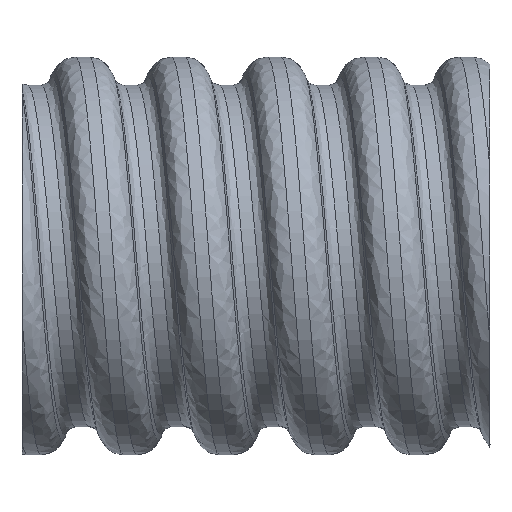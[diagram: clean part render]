
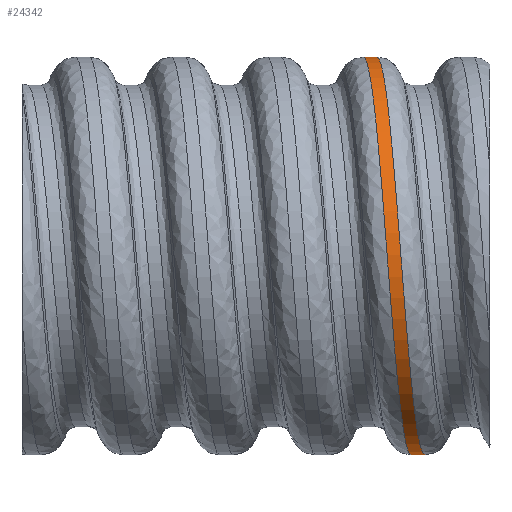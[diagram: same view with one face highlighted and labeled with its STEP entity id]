
A CAD part, front view. The second image highlights one B-rep face of the part: STEP entity #24342.
In plain terms, the highlighted cylindrical face has radius 25.5 mm (diameter 51 mm), a partial arc.
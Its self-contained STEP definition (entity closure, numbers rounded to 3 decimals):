
#21 = CARTESIAN_POINT ( 'NONE',  ( -11.933, -24.631, 6.6 ) ) ;
#74 = FACE_OUTER_BOUND ( 'NONE', #36912, .T. ) ;
#1203 = CARTESIAN_POINT ( 'NONE',  ( -11.3, -14.852, -21.211 ) ) ;
#1379 = CARTESIAN_POINT ( 'NONE',  ( -12.667, -25.011, -6.702 ) ) ;
#1541 = CARTESIAN_POINT ( 'NONE',  ( -15.059, -14.626, 20.888 ) ) ;
#3069 = AXIS2_PLACEMENT_3D ( 'NONE', #39996, #11382, #3978 ) ;
#3409 = CARTESIAN_POINT ( 'NONE',  ( -13.983, -6.6, 24.631 ) ) ;
#3574 = CARTESIAN_POINT ( 'NONE',  ( -8.516, -2.222, -25.403 ) ) ;
#3737 = CARTESIAN_POINT ( 'NONE',  ( -12.616, -20.888, 14.626 ) ) ;
#3978 = DIRECTION ( 'NONE',  ( 0., 0., 1. ) ) ;
#4917 = CARTESIAN_POINT ( 'NONE',  ( -16.255, 0., 25.5 ) ) ;
#4978 = EDGE_CURVE ( 'NONE', #46343, #38593, #20360, .T. ) ;
#5085 = CARTESIAN_POINT ( 'NONE',  ( -11.984, -21.211, -14.852 ) ) ;
#5245 = CARTESIAN_POINT ( 'NONE',  ( -15.997, -3.357, 25.5 ) ) ;
#6957 = CARTESIAN_POINT ( 'NONE',  ( -9.541, -14.852, -21.211 ) ) ;
#7274 = CARTESIAN_POINT ( 'NONE',  ( -9.2, -10.777, -23.111 ) ) ;
#8240 = CARTESIAN_POINT ( 'NONE',  ( -9.883, -18.031, -18.031 ) ) ;
#8617 = CARTESIAN_POINT ( 'NONE',  ( -10.105, 0., -25.5 ) ) ;
#9123 = CARTESIAN_POINT ( 'NONE',  ( -14.375, -20.888, 14.626 ) ) ;
#10552 = EDGE_CURVE ( 'NONE', #23998, #31100, #18573, .T. ) ;
#10668 = CARTESIAN_POINT ( 'NONE',  ( -10.908, -25.011, -6.702 ) ) ;
#11382 = DIRECTION ( 'NONE',  ( -1., 0., 0. ) ) ;
#11783 = CARTESIAN_POINT ( 'NONE',  ( -13.3, -14.626, 20.888 ) ) ;
#12650 = CARTESIAN_POINT ( 'NONE',  ( -10.617, -6.702, -25.011 ) ) ;
#13064 = ORIENTED_EDGE ( 'NONE', *, *, #10552, .T. ) ;
#13168 = DIRECTION ( 'NONE',  ( -1., 0., 0. ) ) ;
#14668 = CARTESIAN_POINT ( 'NONE',  ( -10.225, -21.211, -14.852 ) ) ;
#15863 = EDGE_CURVE ( 'NONE', #46343, #23998, #36174, .T. ) ;
#16135 = ORIENTED_EDGE ( 'NONE', *, *, #4978, .F. ) ;
#18342 = CARTESIAN_POINT ( 'NONE',  ( -10.566, -23.111, -10.777 ) ) ;
#18573 = LINE ( 'NONE', #42418, #31858 ) ;
#18601 = EDGE_CURVE ( 'NONE', #38593, #31100, #42690, .T. ) ;
#19347 = CARTESIAN_POINT ( 'NONE',  ( -14.496, 0., 25.5 ) ) ;
#20034 = CARTESIAN_POINT ( 'NONE',  ( -10.275, -2.222, -25.403 ) ) ;
#20360 = LINE ( 'NONE', #27060, #31306 ) ;
#23248 = CARTESIAN_POINT ( 'NONE',  ( -10.191, -1.113, -25.5 ) ) ;
#23410 = CARTESIAN_POINT ( 'NONE',  ( -10.959, -10.777, -23.111 ) ) ;
#23998 = VERTEX_POINT ( 'NONE', #19347 ) ;
#24342 = ADVANCED_FACE ( 'NONE', ( #74 ), #38044, .T. ) ;
#25764 = CARTESIAN_POINT ( 'NONE',  ( -12.275, -23.467, 10.943 ) ) ;
#26741 = DIRECTION ( 'NONE',  ( -1., 0., 0. ) ) ;
#26948 = CARTESIAN_POINT ( 'NONE',  ( -11.642, -18.031, -18.031 ) ) ;
#27060 = CARTESIAN_POINT ( 'NONE',  ( 0., 0., -25.5 ) ) ;
#27107 = CARTESIAN_POINT ( 'NONE',  ( -13.692, -24.631, 6.6 ) ) ;
#29139 = CARTESIAN_POINT ( 'NONE',  ( -14.496, 0., 25.5 ) ) ;
#29448 = CARTESIAN_POINT ( 'NONE',  ( -12.958, -18.309, 18.309 ) ) ;
#30251 = CARTESIAN_POINT ( 'NONE',  ( -8.858, -6.702, -25.011 ) ) ;
#31100 = VERTEX_POINT ( 'NONE', #32742 ) ;
#31129 = CARTESIAN_POINT ( 'NONE',  ( -15.742, -6.6, 24.631 ) ) ;
#31306 = VECTOR ( 'NONE', #26741, 1000. ) ;
#31858 = VECTOR ( 'NONE', #13168, 1000. ) ;
#32709 = ORIENTED_EDGE ( 'NONE', *, *, #15863, .T. ) ;
#32742 = CARTESIAN_POINT ( 'NONE',  ( -16.255, 0., 25.5 ) ) ;
#35191 = ORIENTED_EDGE ( 'NONE', *, *, #18601, .F. ) ;
#36174 =( BOUNDED_CURVE ( )  B_SPLINE_CURVE ( 2, ( #47434, #40370, #3574, #30251, #7274, #6957, #8240, #14668, #18342, #10668, #44072, #36347, #21, #25764, #3737, #29448, #11783, #43747, #3409, #37469, #29139 ),
 .UNSPECIFIED., .F., .T. ) 
 B_SPLINE_CURVE_WITH_KNOTS ( ( 3, 2, 2, 2, 2, 2, 2, 2, 2, 2, 3 ),
 ( 0.092, 0.093, 0.096, 0.1, 0.104, 0.107, 0.111, 0.115, 0.119, 0.122, 0.125 ),
 .UNSPECIFIED. ) 
 CURVE ( )  GEOMETRIC_REPRESENTATION_ITEM ( )  RATIONAL_B_SPLINE_CURVE ( ( 0.994, 0.996, 1., 0.985, 1., 0.985, 1., 0.985, 1., 0.985, 1., 0.985, 1., 0.985, 1., 0.985, 1., 0.985, 1., 0.989, 0.994 ) ) 
 REPRESENTATION_ITEM ( '' )  );
#36347 = CARTESIAN_POINT ( 'NONE',  ( -11.591, -25.795, 2.257 ) ) ;
#36912 = EDGE_LOOP ( 'NONE', ( #16135, #32709, #13064, #35191 ) ) ;
#37469 = CARTESIAN_POINT ( 'NONE',  ( -14.238, -3.357, 25.5 ) ) ;
#38044 = CYLINDRICAL_SURFACE ( 'NONE', #3069, 25.5 ) ;
#38515 = CARTESIAN_POINT ( 'NONE',  ( -15.4, -10.943, 23.467 ) ) ;
#38593 = VERTEX_POINT ( 'NONE', #44588 ) ;
#39996 = CARTESIAN_POINT ( 'NONE',  ( 0., 0., 0. ) ) ;
#40370 = CARTESIAN_POINT ( 'NONE',  ( -8.432, -1.113, -25.5 ) ) ;
#41736 = CARTESIAN_POINT ( 'NONE',  ( -12.325, -23.111, -10.777 ) ) ;
#41896 = CARTESIAN_POINT ( 'NONE',  ( -14.034, -23.467, 10.943 ) ) ;
#42259 = CARTESIAN_POINT ( 'NONE',  ( -8.346, 0., -25.5 ) ) ;
#42418 = CARTESIAN_POINT ( 'NONE',  ( 0., 0., 25.5 ) ) ;
#42690 =( BOUNDED_CURVE ( )  B_SPLINE_CURVE ( 2, ( #8617, #23248, #20034, #12650, #23410, #1203, #26948, #5085, #41736, #1379, #45403, #45746, #27107, #41896, #9123, #45568, #1541, #38515, #31129, #5245, #4917 ),
 .UNSPECIFIED., .F., .F. ) 
 B_SPLINE_CURVE_WITH_KNOTS ( ( 3, 2, 2, 2, 2, 2, 2, 2, 2, 2, 3 ),
 ( 0.092, 0.093, 0.096, 0.1, 0.104, 0.107, 0.111, 0.115, 0.119, 0.122, 0.125 ),
 .UNSPECIFIED. ) 
 CURVE ( )  GEOMETRIC_REPRESENTATION_ITEM ( )  RATIONAL_B_SPLINE_CURVE ( ( 0.994, 0.996, 1., 0.985, 1., 0.985, 1., 0.985, 1., 0.985, 1., 0.985, 1., 0.985, 1., 0.985, 1., 0.985, 1., 0.989, 0.994 ) ) 
 REPRESENTATION_ITEM ( '' )  );
#43747 = CARTESIAN_POINT ( 'NONE',  ( -13.641, -10.943, 23.467 ) ) ;
#44072 = CARTESIAN_POINT ( 'NONE',  ( -11.25, -25.403, -2.222 ) ) ;
#44588 = CARTESIAN_POINT ( 'NONE',  ( -10.105, 0., -25.5 ) ) ;
#45403 = CARTESIAN_POINT ( 'NONE',  ( -13.009, -25.403, -2.222 ) ) ;
#45568 = CARTESIAN_POINT ( 'NONE',  ( -14.717, -18.309, 18.309 ) ) ;
#45746 = CARTESIAN_POINT ( 'NONE',  ( -13.35, -25.795, 2.257 ) ) ;
#46343 = VERTEX_POINT ( 'NONE', #42259 ) ;
#47434 = CARTESIAN_POINT ( 'NONE',  ( -8.346, 0., -25.5 ) ) ;
